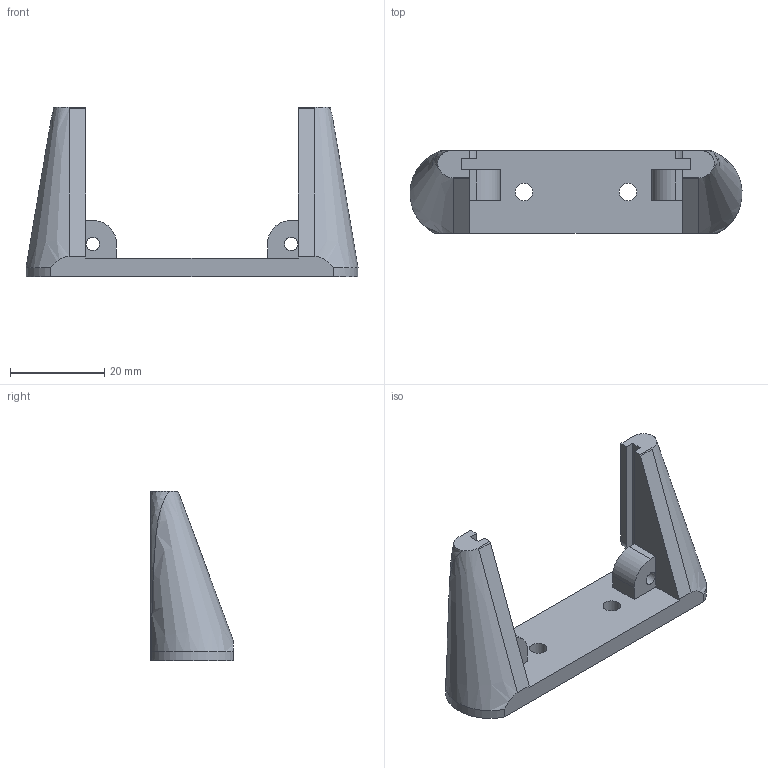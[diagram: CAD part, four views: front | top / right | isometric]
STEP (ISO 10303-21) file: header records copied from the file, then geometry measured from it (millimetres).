
FILE_DESCRIPTION(/* description */ (''),/* implementation_level */ '2;1');
FILE_NAME(/* name */ 'High Power FET holder 2020 Mount.stp',/* time_stamp */ '2017-02-15T00:55:09-05:00',/* author */ (''),/* organization */ (''),/* preprocessor_version */ 'ST-DEVELOPER v14.6',/* originating_system */ '',/* authorisation */ '');
FILE_SCHEMA (('AUTOMOTIVE_DESIGN { 1 2 10303 214 1 1 1 1 }'));
Length unit declared in the file: centimetre
Products named in the file (2): 1234-K789
Bounding box: 70.31 x 17.5 x 36 mm (x, y, z)
Volume: 11419.1 mm3; surface area: 5652.2 mm2
Topology: 1 solids, 1 shells, 46 faces, 133 edges, 89 vertices
Faces by surface type: plane 28, cylinder 10, bspline 6, cone 2
Full cylindrical faces by diameter (mm): 2.8 x2, 3.7 x2
Entity records: 1750 total; most frequent: CARTESIAN_POINT 537, ORIENTED_EDGE 252, DIRECTION 232, EDGE_CURVE 126, LINE 86, VECTOR 86, VERTEX_POINT 86, AXIS2_PLACEMENT_3D 73
